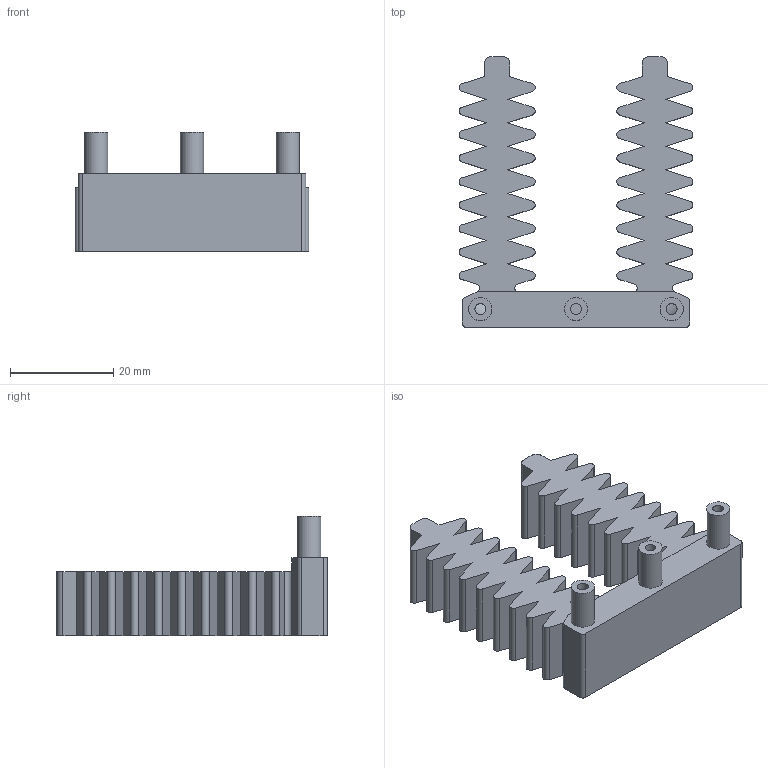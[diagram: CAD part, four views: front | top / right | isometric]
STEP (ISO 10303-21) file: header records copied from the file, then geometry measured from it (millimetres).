
FILE_DESCRIPTION(/* description */ (''),/* implementation_level */ '2;1');
FILE_NAME(/* name */ 'FlowBot_Gripper.stp',/* time_stamp */ '2024-02-29T19:35:40Z',/* author */ ('maksg'),/* organization */ (''),/* preprocessor_version */ 'ST-DEVELOPER v19.2',/* originating_system */ 'Autodesk Inventor 2024',/* authorisation */ '');
FILE_SCHEMA (('AUTOMOTIVE_DESIGN { 1 0 10303 214 3 1 1 }'));
Length unit declared in the file: millimetre
Products named in the file (1): Sawbot_Gripper_MkI
Bounding box: 45.19 x 52.31 x 23.1 mm (x, y, z)
Volume: 11022.9 mm3; surface area: 17986.4 mm2
Topology: 1 solids, 1 shells, 326 faces, 944 edges, 624 vertices
Faces by surface type: plane 214, cylinder 108, torus 4
Full cylindrical faces by diameter (mm): 2.1 x3, 4.5 x3
Entity records: 11117 total; most frequent: CARTESIAN_POINT 1997, ORIENTED_EDGE 1888, DIRECTION 1806, EDGE_CURVE 944, LINE 700, VECTOR 700, VERTEX_POINT 624, AXIS2_PLACEMENT_3D 553
